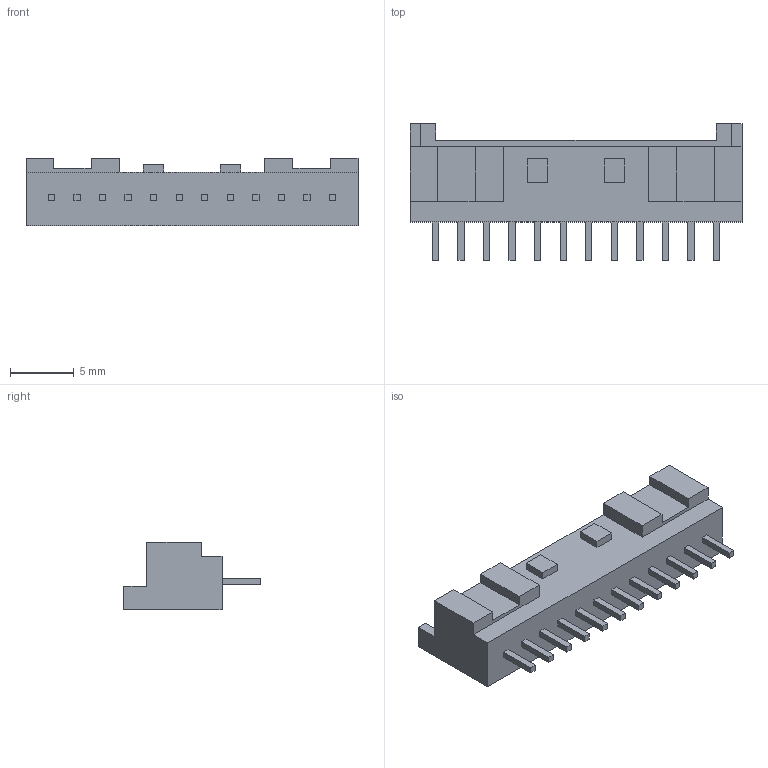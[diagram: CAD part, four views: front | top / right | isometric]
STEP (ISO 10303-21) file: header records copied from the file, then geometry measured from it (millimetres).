
FILE_DESCRIPTION (( 'STEP AP214' ), '1' );
FILE_NAME ('B12B-PASK.STEP', '2010-06-09T02:34:52', ( ' ' ), ( ' ' ), 'SwSTEP 2.0', 'SolidWorks 2005235', '' );
FILE_SCHEMA (( 'AUTOMOTIVE_DESIGN' ));
Length unit declared in the file: millimetre
Products named in the file (1): B12B-PASK
Bounding box: 26 x 10.7 x 5.3 mm (x, y, z)
Volume: 469.2 mm3; surface area: 1052.9 mm2
Topology: 1 solids, 1 shells, 162 faces, 402 edges, 268 vertices
Faces by surface type: plane 162
Entity records: 6049 total; most frequent: CARTESIAN_POINT 833, ORIENTED_EDGE 804, DIRECTION 728, EDGE_CURVE 402, VECTOR 402, LINE 402, VERTEX_POINT 268, EDGE_LOOP 188
